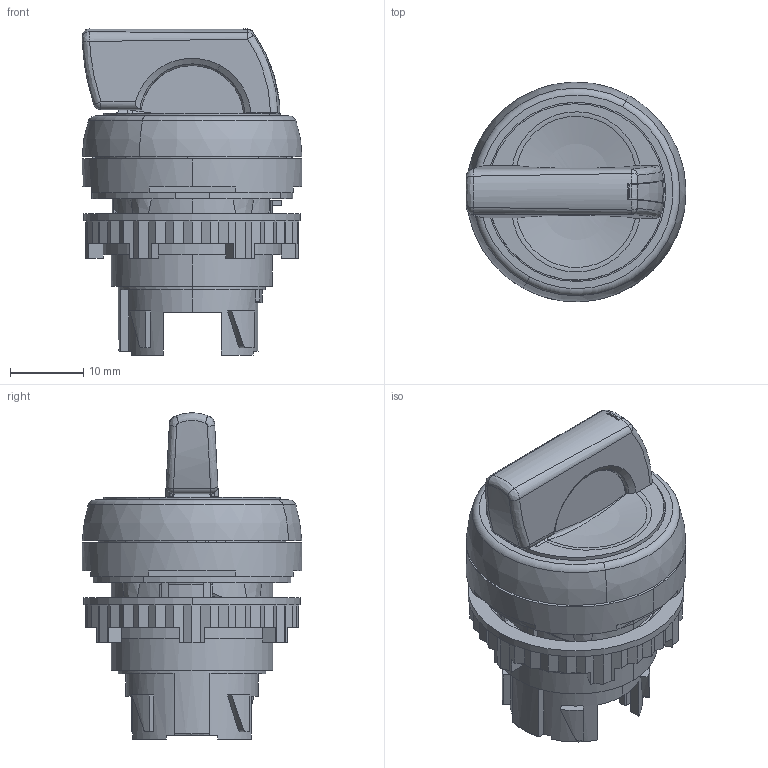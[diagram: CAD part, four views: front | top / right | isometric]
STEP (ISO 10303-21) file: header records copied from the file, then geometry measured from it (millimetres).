
FILE_DESCRIPTION(('CATIA V5 STEP Exchange','CAx-IF Rec.Pracs.--- Model Styling and Organization---1.2---2011-12-15'),'2;1');
FILE_NAME('L21MC03.stp','2013-09-10T09:06:09+00:00',('none'),('none'),'Unofficial Packaging Version','CATIA V5 STEP AP214 Edition 3','none');
FILE_SCHEMA(('AUTOMOTIVE_DESIGN { 1 0 10303 214 3 1 1 1 }'));
Length unit declared in the file: millimetre
Products named in the file (9): L21MC03; 074226001; 056017000; 032160000; 034367000; 054543000; 051904000; 051905000; 054535000
Assembly tree (8 placements, depth 2):
  L21MC03
    074226001
    056017000
    032160000
    034367000
    054543000
    051904000
    051905000
    054535000
Bounding box: 29.93 x 29.9 x 44.39 mm (x, y, z)
Volume: 9846 mm3; surface area: 13969.8 mm2
Topology: 8 solids, 8 shells, 1086 faces, 3070 edges, 1992 vertices
Faces by surface type: plane 534, cylinder 318, torus 91, bspline 71, cone 50, extrusion 12, sphere 10
Entity records: 42858 total; most frequent: CARTESIAN_POINT 12232, ORIENTED_EDGE 6124, DIRECTION 3962, EDGE_CURVE 3062, VERTEX_POINT 1992, AXIS2_PLACEMENT_3D 1655, VECTOR 1545, LINE 1533
